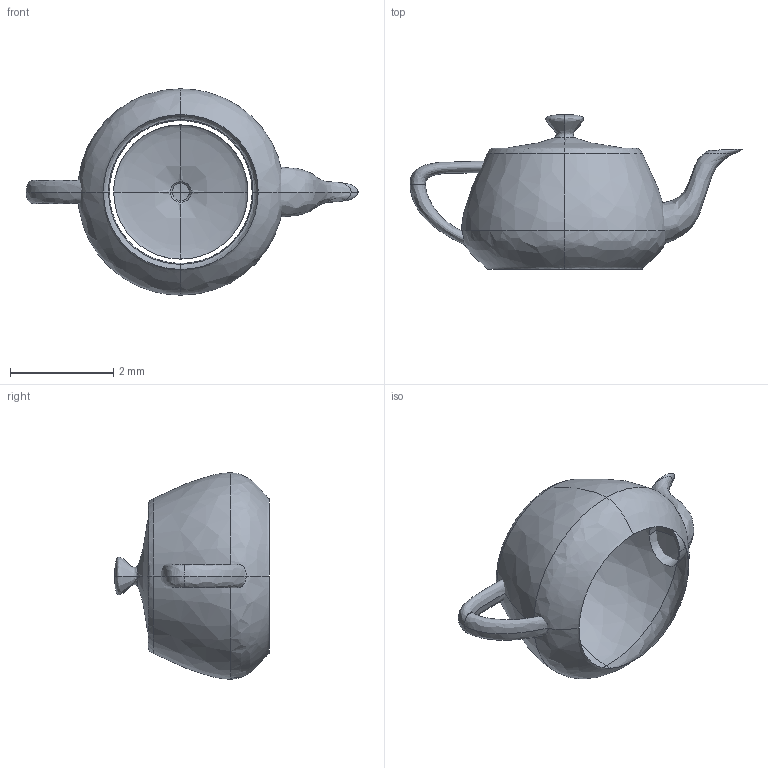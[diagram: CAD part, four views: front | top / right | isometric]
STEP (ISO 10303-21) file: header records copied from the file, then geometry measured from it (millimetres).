
FILE_DESCRIPTION(('Open CASCADE Model'),'2;1');
FILE_NAME('Open CASCADE Shape Model','2025-08-16T00:23:13',('Author'),( 'Open CASCADE'),'Open CASCADE STEP processor 7.8','Open CASCADE 7.8' ,'Unknown');
FILE_SCHEMA(('AUTOMOTIVE_DESIGN { 1 0 10303 214 1 1 1 1 }'));
Length unit declared in the file: millimetre
Products named in the file (5): Open CASCADE STEP translator 7.8 1; Open CASCADE STEP translator 7.8 1.1; Open CASCADE STEP translator 7.8 1.2; Open CASCADE STEP translator 7.8 1.3; Open CASCADE STEP translator 7.8 1.4
Assembly tree (4 placements, depth 2):
  Open CASCADE STEP translator 7.8 1
    Open CASCADE STEP translator 7.8 1.1
    Open CASCADE STEP translator 7.8 1.2
    Open CASCADE STEP translator 7.8 1.3
    Open CASCADE STEP translator 7.8 1.4
Bounding box: 6.43 x 3 x 4 mm (x, y, z)
Surface area: 45.4 mm2 (no closed solid volume)
Topology: 0 solids, 4 shells, 28 faces, 68 edges, 40 vertices
Faces by surface type: bspline 28
Entity records: 1996 total; most frequent: CARTESIAN_POINT 877, DIRECTION 122, ORIENTED_EDGE 112, PCURVE 112, DEFINITIONAL_REPRESENTATION 112, LINE 112, VECTOR 112, EDGE_CURVE 68
